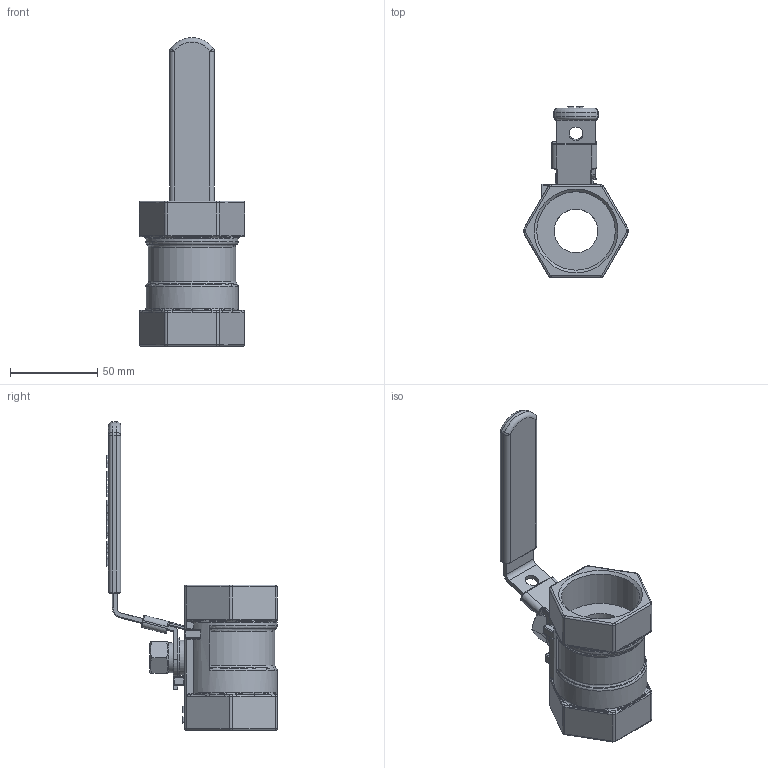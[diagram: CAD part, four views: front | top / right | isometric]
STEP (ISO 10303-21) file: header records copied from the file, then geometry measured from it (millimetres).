
FILE_DESCRIPTION(/* description */ ('708008'),/* implementation_level */ '2;1');
FILE_NAME(/* name */ '708008.stp',/* time_stamp */ '2016-09-12T10:07:02+02:00',/* author */ ('jmorand'),/* organization */ ('Sferaco'),/* preprocessor_version */ 'ST-DEVELOPER v16.5',/* originating_system */ 'Autodesk Inventor 2017',/* authorisation */ '');
FILE_SCHEMA (('AUTOMOTIVE_DESIGN { 1 0 10303 214 3 1 1 }'));
Products named in the file (1): 708008_bd
Bounding box: 60.58 x 97.5 x 176.44 mm (x, y, z)
Volume: 132138.9 mm3; surface area: 41138.7 mm2
Topology: 1 solids, 2 shells, 1240 faces, 3269 edges, 2100 vertices
Faces by surface type: bspline 563, plane 474, cylinder 146, torus 38, cone 11, sphere 8
Full cylindrical faces by diameter (mm): 8 x1, 12 x1, 20 x1, 23 x1, 25 x1, 44.845 x2
Entity records: 53796 total; most frequent: CARTESIAN_POINT 25467, ORIENTED_EDGE 6480, DIRECTION 4010, EDGE_CURVE 3240, VERTEX_POINT 2093, LINE 1652, VECTOR 1652, EDGE_LOOP 1351
